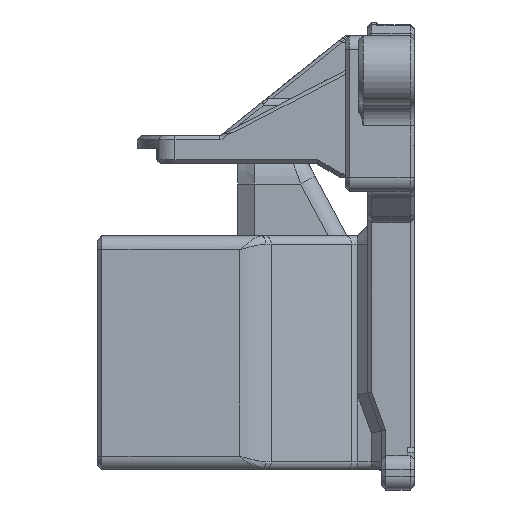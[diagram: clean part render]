
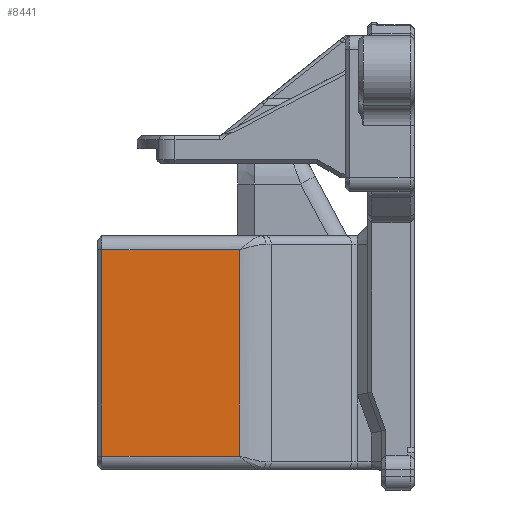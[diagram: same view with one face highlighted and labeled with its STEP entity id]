
A CAD part, left-side view. The second image highlights one B-rep face of the part: STEP entity #8441.
In plain terms, the highlighted planar face has unit normal (-1, 0, 0).
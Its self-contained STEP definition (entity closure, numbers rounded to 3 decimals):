
#1666 = EDGE_LOOP ( 'NONE', ( #23222, #11321, #17431, #18938 ) ) ;
#2438 = EDGE_CURVE ( 'NONE', #16377, #14205, #24556, .T. ) ;
#3179 = CARTESIAN_POINT ( 'NONE',  ( -18.15, 22.57, -14.475 ) ) ;
#3317 = DIRECTION ( 'NONE',  ( 0., 0., 1. ) ) ;
#5374 = LINE ( 'NONE', #3179, #26959 ) ;
#6482 = DIRECTION ( 'NONE',  ( 0., 1., 0. ) ) ;
#7064 = CARTESIAN_POINT ( 'NONE',  ( -18.15, 12.612, 0.425 ) ) ;
#8314 = CARTESIAN_POINT ( 'NONE',  ( -18.15, 0., 0. ) ) ;
#8441 = ADVANCED_FACE ( 'NONE', ( #10510 ), #19505, .T. ) ;
#9015 = VERTEX_POINT ( 'NONE', #13848 ) ;
#9359 = DIRECTION ( 'NONE',  ( 0., 0., -1. ) ) ;
#10510 = FACE_OUTER_BOUND ( 'NONE', #1666, .T. ) ;
#11044 = CARTESIAN_POINT ( 'NONE',  ( -18.15, 0., 0.425 ) ) ;
#11321 = ORIENTED_EDGE ( 'NONE', *, *, #26349, .T. ) ;
#11997 = CARTESIAN_POINT ( 'NONE',  ( -18.15, 12.612, -13.675 ) ) ;
#12997 = LINE ( 'NONE', #19759, #21321 ) ;
#13152 = EDGE_CURVE ( 'NONE', #26816, #16377, #13922, .T. ) ;
#13848 = CARTESIAN_POINT ( 'NONE',  ( -18.15, 22.57, -14.475 ) ) ;
#13856 = VECTOR ( 'NONE', #6482, 1000. ) ;
#13922 = LINE ( 'NONE', #11997, #19027 ) ;
#14205 = VERTEX_POINT ( 'NONE', #19026 ) ;
#14922 = DIRECTION ( 'NONE',  ( 0., -1., 0. ) ) ;
#16377 = VERTEX_POINT ( 'NONE', #7064 ) ;
#17250 = CARTESIAN_POINT ( 'NONE',  ( -18.15, 12.612, -14.475 ) ) ;
#17431 = ORIENTED_EDGE ( 'NONE', *, *, #20556, .T. ) ;
#18938 = ORIENTED_EDGE ( 'NONE', *, *, #13152, .T. ) ;
#19026 = CARTESIAN_POINT ( 'NONE',  ( -18.15, 22.57, 0.425 ) ) ;
#19027 = VECTOR ( 'NONE', #20984, 1000. ) ;
#19505 = PLANE ( 'NONE',  #27510 ) ;
#19759 = CARTESIAN_POINT ( 'NONE',  ( -18.15, 0., -14.475 ) ) ;
#20556 = EDGE_CURVE ( 'NONE', #9015, #26816, #12997, .T. ) ;
#20984 = DIRECTION ( 'NONE',  ( 0., 0., 1. ) ) ;
#21321 = VECTOR ( 'NONE', #14922, 1000. ) ;
#23222 = ORIENTED_EDGE ( 'NONE', *, *, #2438, .T. ) ;
#24556 = LINE ( 'NONE', #11044, #13856 ) ;
#25707 = DIRECTION ( 'NONE',  ( -1., 0., 0. ) ) ;
#26349 = EDGE_CURVE ( 'NONE', #14205, #9015, #5374, .T. ) ;
#26816 = VERTEX_POINT ( 'NONE', #17250 ) ;
#26959 = VECTOR ( 'NONE', #9359, 1000. ) ;
#27510 = AXIS2_PLACEMENT_3D ( 'NONE', #8314, #25707, #3317 ) ;
